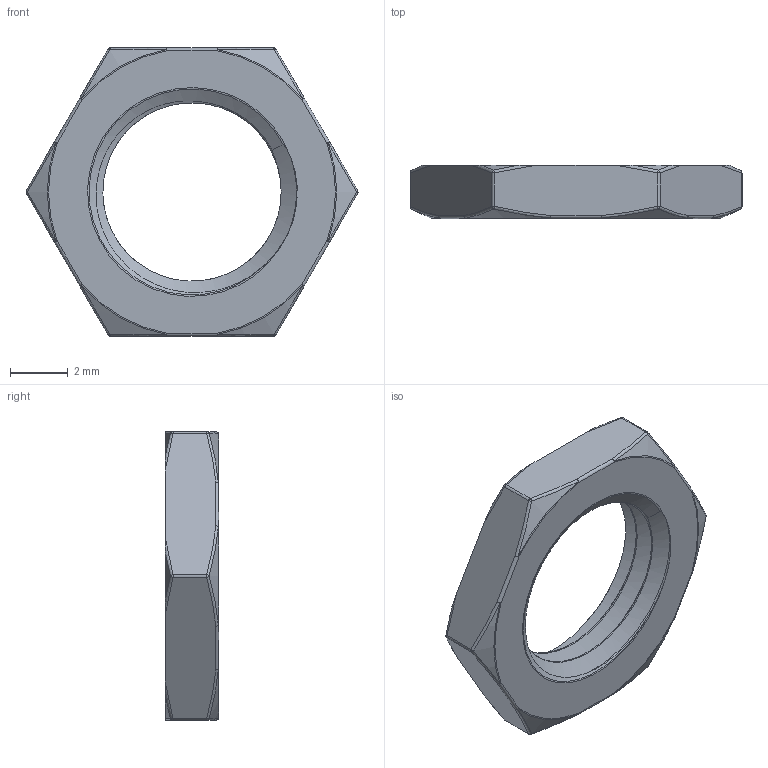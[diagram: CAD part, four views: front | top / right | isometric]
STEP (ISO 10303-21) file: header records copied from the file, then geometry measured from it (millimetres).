
FILE_DESCRIPTION((' '),'2;1');
FILE_NAME( 'Nut M7x075.stp', '2022-09-04T13:28:53', (' '), ('--- Datakit www.datakit.com---'), ' Datakit CrossCadWare V2022.3 Jun 15 2022', 'DATAKIT 2022 (c)', ' ');
FILE_SCHEMA(('AP242_MANAGED_MODEL_BASED_3D_ENGINEERING_MIM_LF { 1 0 10303 442 1 1 4 }'));
Length unit declared in the file: millimetre
Products named in the file (1): Nut M7x075
Bounding box: 11.52 x 1.85 x 10 mm (x, y, z)
Volume: 92.2 mm3; surface area: 226.9 mm2
Topology: 1 solids, 1 shells, 95 faces, 219 edges, 114 vertices
Faces by surface type: bspline 27, sphere 24, cone 14, cylinder 13, torus 9, plane 8
Entity records: 4732 total; most frequent: CARTESIAN_POINT 2830, ORIENTED_EDGE 414, DIRECTION 362, EDGE_CURVE 207, AXIS2_PLACEMENT_3D 166, VERTEX_POINT 114, EDGE_LOOP 97, CIRCLE 97
